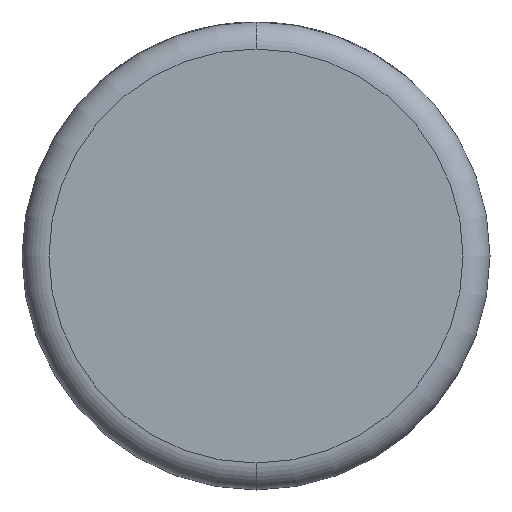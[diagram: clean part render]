
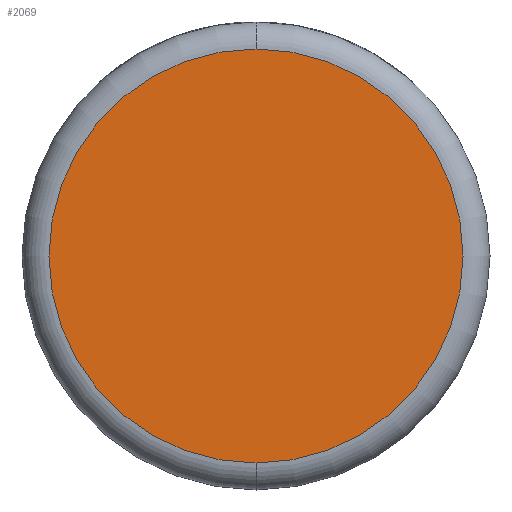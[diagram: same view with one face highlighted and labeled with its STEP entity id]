
A CAD part, front view. The second image highlights one B-rep face of the part: STEP entity #2069.
In plain terms, the highlighted planar face has unit normal (0, -1, 0).
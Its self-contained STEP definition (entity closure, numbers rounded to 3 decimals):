
#88 = CIRCLE ( 'NONE', #4341, 11.502 ) ;
#197 = CARTESIAN_POINT ( 'NONE',  ( 0., 0., -11.502 ) ) ;
#371 = DIRECTION ( 'NONE',  ( 0., -1., 0. ) ) ;
#398 = DIRECTION ( 'NONE',  ( 0., 1., 0. ) ) ;
#464 = ORIENTED_EDGE ( 'NONE', *, *, #1981, .T. ) ;
#533 = FACE_OUTER_BOUND ( 'NONE', #1312, .T. ) ;
#739 = CARTESIAN_POINT ( 'NONE',  ( 0., 0., 0. ) ) ;
#751 = CARTESIAN_POINT ( 'NONE',  ( 0., 0., 0. ) ) ;
#1127 = DIRECTION ( 'NONE',  ( 0., 0., 1. ) ) ;
#1161 = PLANE ( 'NONE',  #4798 ) ;
#1312 = EDGE_LOOP ( 'NONE', ( #464, #1535 ) ) ;
#1535 = ORIENTED_EDGE ( 'NONE', *, *, #2354, .T. ) ;
#1981 = EDGE_CURVE ( 'NONE', #1999, #2277, #3882, .T. ) ;
#1999 = VERTEX_POINT ( 'NONE', #2780 ) ;
#2069 = ADVANCED_FACE ( 'NONE', ( #533 ), #1161, .F. ) ;
#2092 = CARTESIAN_POINT ( 'NONE',  ( 0., 0., 0. ) ) ;
#2277 = VERTEX_POINT ( 'NONE', #197 ) ;
#2354 = EDGE_CURVE ( 'NONE', #2277, #1999, #88, .T. ) ;
#2780 = CARTESIAN_POINT ( 'NONE',  ( 0., 0., 11.502 ) ) ;
#2800 = DIRECTION ( 'NONE',  ( 0., 0., 1. ) ) ;
#2813 = DIRECTION ( 'NONE',  ( 0., -1., 0. ) ) ;
#3882 = CIRCLE ( 'NONE', #3908, 11.502 ) ;
#3908 = AXIS2_PLACEMENT_3D ( 'NONE', #2092, #2813, #2800 ) ;
#4341 = AXIS2_PLACEMENT_3D ( 'NONE', #751, #371, #4753 ) ;
#4753 = DIRECTION ( 'NONE',  ( 0., 0., 1. ) ) ;
#4798 = AXIS2_PLACEMENT_3D ( 'NONE', #739, #398, #1127 ) ;
